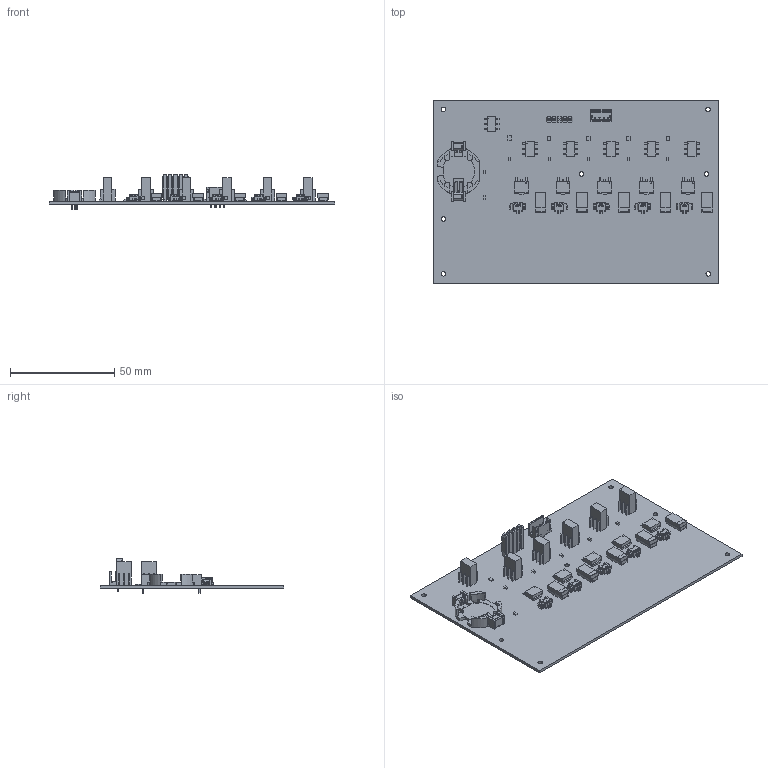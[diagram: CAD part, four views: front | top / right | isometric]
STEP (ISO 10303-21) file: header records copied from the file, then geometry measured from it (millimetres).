
FILE_DESCRIPTION(('Open CASCADE Model'),'2;1');
FILE_NAME('Open CASCADE Shape Model','2022-06-14T00:01:11',('Author'),( 'Open CASCADE'),'Open CASCADE STEP processor 6.8','Open CASCADE 6.8' ,'Unknown');
FILE_SCHEMA(('AUTOMOTIVE_DESIGN { 1 0 10303 214 1 1 1 1 }'));
Length unit declared in the file: millimetre
Products named in the file (53): PCB; Board; F1; 608897872; R11; 726755736; Extruded; R9; R2; R1; Q5; 608894672; Q4; Q3; Q2; Q1; R13; R15; R17; F2; F3; F4; F5; J1; 608894544; J2; 532610271; Open CASCADE STEP translator 6.8 1.20.1.1; Open CASCADE STEP translator 6.8 1.20.1.2; J3; J4; J5; J6; SW1; 726753152; SW2; SW3; SW4; SW5; SW6 ...
Assembly tree (79 placements, depth 4):
  PCB
    Board
    F1
      608897872
    R11
      726755736
        Extruded
    R9
      726755736
        Extruded
    R2
      726755736
        Extruded
    R1
      726755736
        Extruded
    Q5
      608894672
    Q4
      608894672
    Q3
      608894672
    Q2
      608894672
    Q1
      608894672
    R13
      726755736
        Extruded
    R15
      726755736
        Extruded
    R17
      726755736
        Extruded
    F2
      608897872
    F3
      608897872
    F4
      608897872
    F5
      608897872
    J1
      608894544
    J2
      532610271
        Open CASCADE STEP translator 6.8 1.20.1.1
        Open CASCADE STEP translator 6.8 1.20.1.2
    J3
      532610271
        Open CASCADE STEP translator 6.8 1.20.1.1
        Open CASCADE STEP translator 6.8 1.20.1.2
    J4
      532610271
        Open CASCADE STEP translator 6.8 1.20.1.1
        Open CASCADE STEP translator 6.8 1.20.1.2
    J5
      532610271
        Open CASCADE STEP translator 6.8 1.20.1.1
Bounding box: 137.03 x 88.14 x 16.55 mm (x, y, z)
Volume: 21271.4 mm3; surface area: 33884.3 mm2
Topology: 132 solids, 132 shells, 2482 faces, 6425 edges, 4278 vertices
Faces by surface type: plane 2253, cylinder 221, sphere 4, cone 4
Full cylindrical faces by diameter (mm): 0.203 x6, 0.326 x5, 0.864 x4, 0.889 x5, 1 x3, 2.2 x7
Entity records: 31072 total; most frequent: CARTESIAN_POINT 4951, ORIENTED_EDGE 4596, DIRECTION 4524, EDGE_CURVE 2298, LINE 1994, VECTOR 1994, VERTEX_POINT 1468, AXIS2_PLACEMENT_3D 1265
